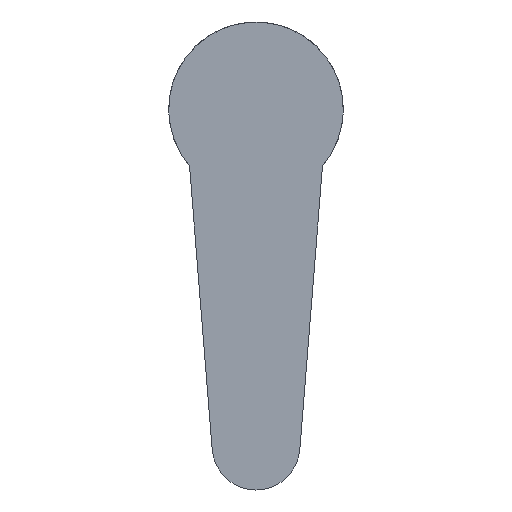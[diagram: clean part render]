
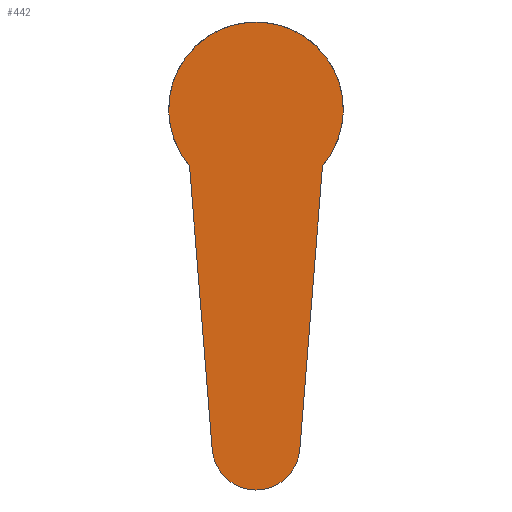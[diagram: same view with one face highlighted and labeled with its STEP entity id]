
A CAD part, front view. The second image highlights one B-rep face of the part: STEP entity #442.
In plain terms, the highlighted planar face has unit normal (0, -1, 0).
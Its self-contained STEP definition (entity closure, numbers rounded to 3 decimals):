
#21 = EDGE_CURVE('',#22,#24,#26,.T.);
#22 = VERTEX_POINT('',#23);
#23 = CARTESIAN_POINT('',(1.844,-21.,9.577));
#24 = VERTEX_POINT('',#25);
#25 = CARTESIAN_POINT('',(-1.844,-21.,9.577));
#26 = SURFACE_CURVE('',#27,(#32,#44),.PCURVE_S1.);
#27 = CIRCLE('',#28,1.85);
#28 = AXIS2_PLACEMENT_3D('',#29,#30,#31);
#29 = CARTESIAN_POINT('',(0.,-21.,9.725));
#30 = DIRECTION('',(0.,1.,0.));
#31 = DIRECTION('',(0.,0.,-1.));
#32 = PCURVE('',#33,#38);
#33 = CYLINDRICAL_SURFACE('',#34,1.85);
#34 = AXIS2_PLACEMENT_3D('',#35,#36,#37);
#35 = CARTESIAN_POINT('',(0.,-21.,9.725));
#36 = DIRECTION('',(0.,-1.,0.));
#37 = DIRECTION('',(0.,0.,-1.));
#38 = DEFINITIONAL_REPRESENTATION('',(#39),#43);
#39 = LINE('',#40,#41);
#40 = CARTESIAN_POINT('',(12.566,0.));
#41 = VECTOR('',#42,1.);
#42 = DIRECTION('',(-1.,0.));
#43 = ( GEOMETRIC_REPRESENTATION_CONTEXT(2) 
PARAMETRIC_REPRESENTATION_CONTEXT() REPRESENTATION_CONTEXT('2D SPACE',''
  ) );
#44 = PCURVE('',#45,#50);
#45 = PLANE('',#46);
#46 = AXIS2_PLACEMENT_3D('',#47,#48,#49);
#47 = CARTESIAN_POINT('',(1.844,-21.,9.577));
#48 = DIRECTION('',(0.,-1.,0.));
#49 = DIRECTION('',(0.,0.,1.));
#50 = DEFINITIONAL_REPRESENTATION('',(#51),#59);
#51 = ( BOUNDED_CURVE() B_SPLINE_CURVE(2,(#52,#53,#54,#55,#56,#57,#58),
.UNSPECIFIED.,.F.,.F.) B_SPLINE_CURVE_WITH_KNOTS((1,2,2,2,2,1),(
    -2.094,0.,2.094,4.189,6.283,
8.378),.UNSPECIFIED.) CURVE() GEOMETRIC_REPRESENTATION_ITEM() 
RATIONAL_B_SPLINE_CURVE((1.,0.5,1.,0.5,1.,0.5,1.)) REPRESENTATION_ITEM(
  '') );
#52 = CARTESIAN_POINT('',(-1.702,1.844));
#53 = CARTESIAN_POINT('',(-1.702,5.048));
#54 = CARTESIAN_POINT('',(1.073,3.446));
#55 = CARTESIAN_POINT('',(3.848,1.844));
#56 = CARTESIAN_POINT('',(1.073,0.242));
#57 = CARTESIAN_POINT('',(-1.702,-1.36));
#58 = CARTESIAN_POINT('',(-1.702,1.844));
#59 = ( GEOMETRIC_REPRESENTATION_CONTEXT(2) 
PARAMETRIC_REPRESENTATION_CONTEXT() REPRESENTATION_CONTEXT('2D SPACE',''
  ) );
#77 = PLANE('',#78);
#78 = AXIS2_PLACEMENT_3D('',#79,#80,#81);
#79 = CARTESIAN_POINT('',(-1.844,-21.,9.577));
#80 = DIRECTION('',(0.997,0.,
    0.08));
#81 = DIRECTION('',(-0.08,0.,
    0.997));
#136 = PLANE('',#137);
#137 = AXIS2_PLACEMENT_3D('',#138,#139,#140);
#138 = CARTESIAN_POINT('',(1.844,-21.,9.577));
#139 = DIRECTION('',(0.997,0.,
    -0.08));
#140 = DIRECTION('',(0.08,0.,
    0.997));
#176 = VERTEX_POINT('',#177);
#177 = CARTESIAN_POINT('',(2.8,-21.,21.52));
#191 = CYLINDRICAL_SURFACE('',#192,3.675);
#192 = AXIS2_PLACEMENT_3D('',#193,#194,#195);
#193 = CARTESIAN_POINT('',(0.,-21.,23.9));
#194 = DIRECTION('',(0.,-1.,0.));
#195 = DIRECTION('',(0.,0.,-1.));
#225 = EDGE_CURVE('',#22,#176,#226,.T.);
#226 = SURFACE_CURVE('',#227,(#231,#238),.PCURVE_S1.);
#227 = LINE('',#228,#229);
#228 = CARTESIAN_POINT('',(1.844,-21.,9.577));
#229 = VECTOR('',#230,1.);
#230 = DIRECTION('',(0.08,0.,
    0.997));
#231 = PCURVE('',#136,#232);
#232 = DEFINITIONAL_REPRESENTATION('',(#233),#237);
#233 = LINE('',#234,#235);
#234 = CARTESIAN_POINT('',(0.,0.));
#235 = VECTOR('',#236,1.);
#236 = DIRECTION('',(1.,-0.));
#237 = ( GEOMETRIC_REPRESENTATION_CONTEXT(2) 
PARAMETRIC_REPRESENTATION_CONTEXT() REPRESENTATION_CONTEXT('2D SPACE',''
  ) );
#238 = PCURVE('',#45,#239);
#239 = DEFINITIONAL_REPRESENTATION('',(#240),#244);
#240 = LINE('',#241,#242);
#241 = CARTESIAN_POINT('',(0.,0.));
#242 = VECTOR('',#243,1.);
#243 = DIRECTION('',(0.997,-0.08));
#244 = ( GEOMETRIC_REPRESENTATION_CONTEXT(2) 
PARAMETRIC_REPRESENTATION_CONTEXT() REPRESENTATION_CONTEXT('2D SPACE',''
  ) );
#274 = VERTEX_POINT('',#275);
#275 = CARTESIAN_POINT('',(-2.8,-21.,21.52));
#318 = EDGE_CURVE('',#24,#274,#319,.T.);
#319 = SURFACE_CURVE('',#320,(#324,#331),.PCURVE_S1.);
#320 = LINE('',#321,#322);
#321 = CARTESIAN_POINT('',(-1.844,-21.,9.577));
#322 = VECTOR('',#323,1.);
#323 = DIRECTION('',(-0.08,0.,
    0.997));
#324 = PCURVE('',#77,#325);
#325 = DEFINITIONAL_REPRESENTATION('',(#326),#330);
#326 = LINE('',#327,#328);
#327 = CARTESIAN_POINT('',(0.,0.));
#328 = VECTOR('',#329,1.);
#329 = DIRECTION('',(1.,0.));
#330 = ( GEOMETRIC_REPRESENTATION_CONTEXT(2) 
PARAMETRIC_REPRESENTATION_CONTEXT() REPRESENTATION_CONTEXT('2D SPACE',''
  ) );
#331 = PCURVE('',#45,#332);
#332 = DEFINITIONAL_REPRESENTATION('',(#333),#337);
#333 = LINE('',#334,#335);
#334 = CARTESIAN_POINT('',(0.,3.688));
#335 = VECTOR('',#336,1.);
#336 = DIRECTION('',(0.997,0.08));
#337 = ( GEOMETRIC_REPRESENTATION_CONTEXT(2) 
PARAMETRIC_REPRESENTATION_CONTEXT() REPRESENTATION_CONTEXT('2D SPACE',''
  ) );
#442 = ADVANCED_FACE('',(#443),#45,.T.);
#443 = FACE_BOUND('',#444,.T.);
#444 = EDGE_LOOP('',(#445,#446,#447,#495));
#445 = ORIENTED_EDGE('',*,*,#21,.F.);
#446 = ORIENTED_EDGE('',*,*,#225,.T.);
#447 = ORIENTED_EDGE('',*,*,#448,.F.);
#448 = EDGE_CURVE('',#274,#176,#449,.T.);
#449 = SURFACE_CURVE('',#450,(#455,#466),.PCURVE_S1.);
#450 = CIRCLE('',#451,3.675);
#451 = AXIS2_PLACEMENT_3D('',#452,#453,#454);
#452 = CARTESIAN_POINT('',(0.,-21.,23.9));
#453 = DIRECTION('',(0.,1.,0.));
#454 = DIRECTION('',(0.,0.,-1.));
#455 = PCURVE('',#45,#456);
#456 = DEFINITIONAL_REPRESENTATION('',(#457),#465);
#457 = ( BOUNDED_CURVE() B_SPLINE_CURVE(2,(#458,#459,#460,#461,#462,#463
,#464),.UNSPECIFIED.,.F.,.F.) B_SPLINE_CURVE_WITH_KNOTS((1,2,2,2,2,1),(
    -2.094,0.,2.094,4.189,6.283,
8.378),.UNSPECIFIED.) CURVE() GEOMETRIC_REPRESENTATION_ITEM() 
RATIONAL_B_SPLINE_CURVE((1.,0.5,1.,0.5,1.,0.5,1.)) REPRESENTATION_ITEM(
  '') );
#458 = CARTESIAN_POINT('',(10.648,1.844));
#459 = CARTESIAN_POINT('',(10.648,8.209));
#460 = CARTESIAN_POINT('',(16.16,5.027));
#461 = CARTESIAN_POINT('',(21.673,1.844));
#462 = CARTESIAN_POINT('',(16.16,-1.339));
#463 = CARTESIAN_POINT('',(10.648,-4.521));
#464 = CARTESIAN_POINT('',(10.648,1.844));
#465 = ( GEOMETRIC_REPRESENTATION_CONTEXT(2) 
PARAMETRIC_REPRESENTATION_CONTEXT() REPRESENTATION_CONTEXT('2D SPACE',''
  ) );
#466 = PCURVE('',#191,#467);
#467 = DEFINITIONAL_REPRESENTATION('',(#468),#494);
#468 = B_SPLINE_CURVE_WITH_KNOTS('',3,(#469,#470,#471,#472,#473,#474,
    #475,#476,#477,#478,#479,#480,#481,#482,#483,#484,#485,#486,#487,
    #488,#489,#490,#491,#492,#493),.UNSPECIFIED.,.F.,.F.,(4,1,1,1,1,1,1,
    1,1,1,1,1,1,1,1,1,1,1,1,1,1,1,4),(0.866,1.073,
    1.28,1.487,1.694,1.9,
    2.107,2.314,2.521,2.728,
    2.935,3.142,3.348,3.555,
    3.762,3.969,4.176,4.383,
    4.59,4.796,5.003,5.21,
    5.417),.UNSPECIFIED.);
#469 = CARTESIAN_POINT('',(5.417,0.));
#470 = CARTESIAN_POINT('',(5.348,0.));
#471 = CARTESIAN_POINT('',(5.21,0.));
#472 = CARTESIAN_POINT('',(5.003,0.));
#473 = CARTESIAN_POINT('',(4.796,0.));
#474 = CARTESIAN_POINT('',(4.59,0.));
#475 = CARTESIAN_POINT('',(4.383,0.));
#476 = CARTESIAN_POINT('',(4.176,0.));
#477 = CARTESIAN_POINT('',(3.969,0.));
#478 = CARTESIAN_POINT('',(3.762,0.));
#479 = CARTESIAN_POINT('',(3.555,0.));
#480 = CARTESIAN_POINT('',(3.348,0.));
#481 = CARTESIAN_POINT('',(3.142,0.));
#482 = CARTESIAN_POINT('',(2.935,0.));
#483 = CARTESIAN_POINT('',(2.728,0.));
#484 = CARTESIAN_POINT('',(2.521,0.));
#485 = CARTESIAN_POINT('',(2.314,0.));
#486 = CARTESIAN_POINT('',(2.107,0.));
#487 = CARTESIAN_POINT('',(1.9,0.));
#488 = CARTESIAN_POINT('',(1.694,0.));
#489 = CARTESIAN_POINT('',(1.487,0.));
#490 = CARTESIAN_POINT('',(1.28,0.));
#491 = CARTESIAN_POINT('',(1.073,0.));
#492 = CARTESIAN_POINT('',(0.935,0.));
#493 = CARTESIAN_POINT('',(0.866,0.));
#494 = ( GEOMETRIC_REPRESENTATION_CONTEXT(2) 
PARAMETRIC_REPRESENTATION_CONTEXT() REPRESENTATION_CONTEXT('2D SPACE',''
  ) );
#495 = ORIENTED_EDGE('',*,*,#318,.F.);
